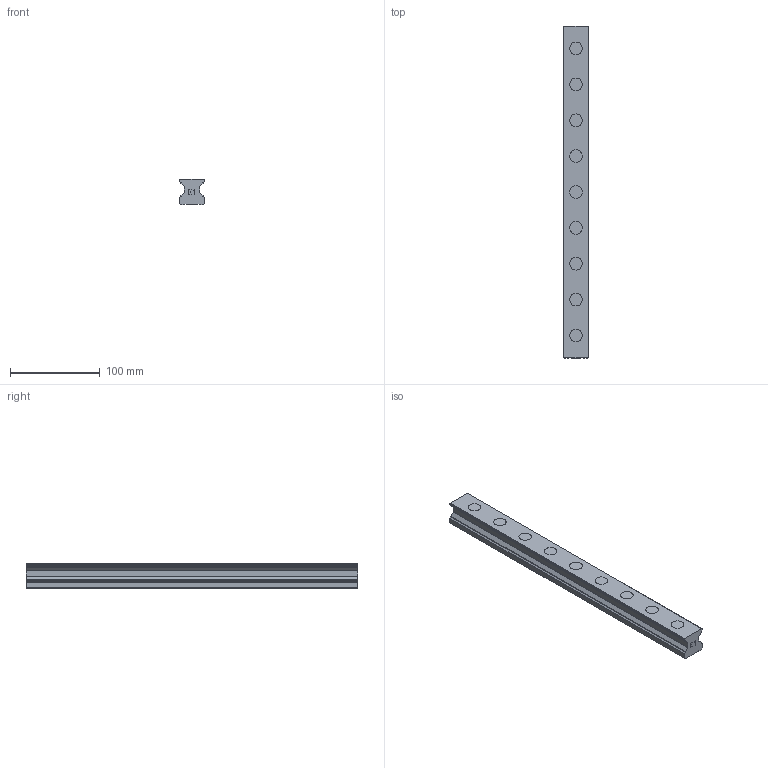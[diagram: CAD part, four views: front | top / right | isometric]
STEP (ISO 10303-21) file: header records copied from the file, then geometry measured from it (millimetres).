
FILE_DESCRIPTION(('STEP AP214'),'1');
FILE_NAME('cctmp_4DA13802-E615-47D0-B8CA-DFA90951279C_2021_03_11_15_29_56_0914..stp','2021-03-11T14:29:57',('HIWIN GmbH'),('CADClick - www.CADClick.com'),'Spatial InterOp 3D',' ','unknown authorization');
FILE_SCHEMA(('AUTOMOTIVE_DESIGN'));
Length unit declared in the file: millimetre
Products named in the file (1): RGR30R370H_FILE
Bounding box: 28 x 370 x 28 mm (x, y, z)
Volume: 212999.6 mm3; surface area: 55724.9 mm2
Topology: 1 solids, 1 shells, 196 faces, 489 edges, 326 vertices
Faces by surface type: plane 124, cylinder 72
Entity records: 7449 total; most frequent: DIRECTION 1027, CARTESIAN_POINT 1012, ORIENTED_EDGE 978, EDGE_CURVE 489, LINE 345, VECTOR 345, AXIS2_PLACEMENT_3D 341, VERTEX_POINT 326
